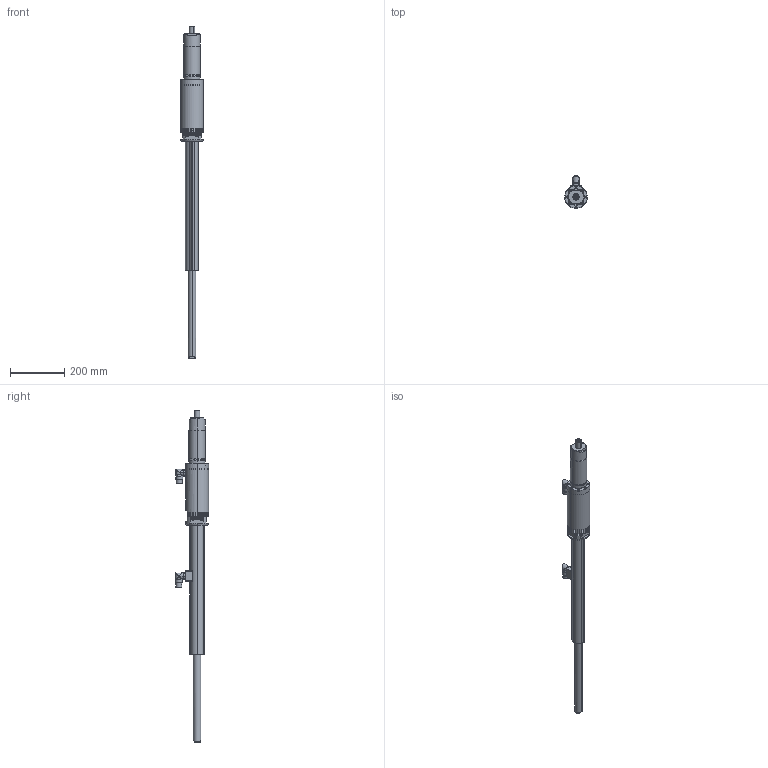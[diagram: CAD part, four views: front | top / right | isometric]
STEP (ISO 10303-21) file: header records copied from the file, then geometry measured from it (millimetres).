
FILE_DESCRIPTION (( 'STEP AP214' ), '1' );
FILE_NAME ('0186-0347_170113_PR01-84x80-SSC-C48x240F-C-300-L.STEP', '2017-01-13T07:24:35', ( 'mittelholzer' ), ( 'Microsoft' ), 'SwSTEP 2.0', 'SolidWorks 2016', '' );
FILE_SCHEMA (( 'AUTOMOTIVE_DESIGN' ));
Length unit declared in the file: millimetre
Products named in the file (3): Stator-RS01-84x80_48x240F-300; Läufer_RS-84x80-SSC-C48x240F-C-300-L; 0186-0347_170113_PR01-84x80-SSC-C48x240F-C-300-L
Assembly tree (2 placements, depth 2):
  0186-0347_170113_PR01-84x80-SSC-C48x240F-C-300-L
    Stator-RS01-84x80_48x240F-300
    Läufer_RS-84x80-SSC-C48x240F-C-300-L
Bounding box: 84 x 121.9 x 1221.6 mm (x, y, z)
Volume: 2604872.7 mm3; surface area: 457812.6 mm2
Topology: 24 solids, 24 shells, 1319 faces, 3260 edges, 2005 vertices
Faces by surface type: cylinder 553, plane 453, cone 141, torus 125, bspline 35, sphere 12
Entity records: 57082 total; most frequent: CARTESIAN_POINT 11161, DIRECTION 6733, ORIENTED_EDGE 6358, EDGE_CURVE 3179, AXIS2_PLACEMENT_3D 2699, VERTEX_POINT 2005, EDGE_LOOP 1468, CIRCLE 1410
